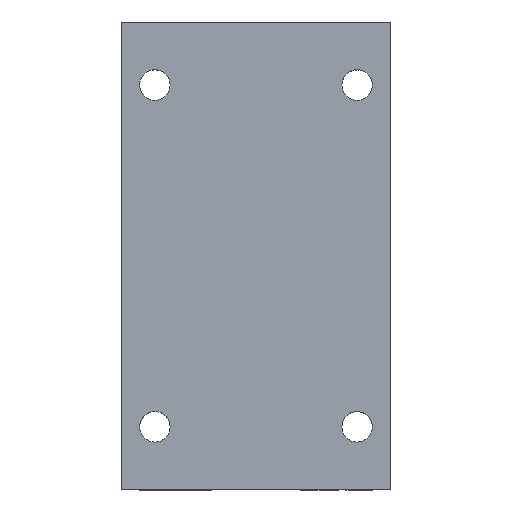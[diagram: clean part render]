
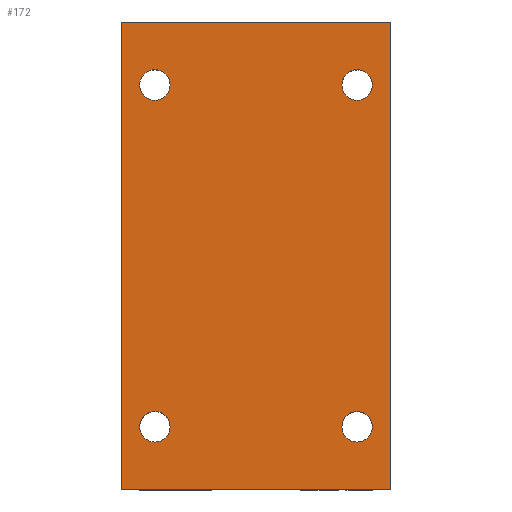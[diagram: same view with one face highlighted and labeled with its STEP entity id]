
A CAD part, top view. The second image highlights one B-rep face of the part: STEP entity #172.
In plain terms, the highlighted planar face has unit normal (0, 0, 1).
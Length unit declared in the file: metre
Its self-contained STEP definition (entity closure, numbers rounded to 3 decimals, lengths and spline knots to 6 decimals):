
#172 = ADVANCED_FACE( '', ( #372, #373, #374, #375, #376 ), #377, .T. );
#372 = FACE_BOUND( '', #590, .T. );
#373 = FACE_BOUND( '', #591, .T. );
#374 = FACE_OUTER_BOUND( '', #592, .T. );
#375 = FACE_BOUND( '', #593, .T. );
#376 = FACE_BOUND( '', #594, .T. );
#377 = PLANE( '', #595 );
#590 = EDGE_LOOP( '', ( #1066 ) );
#591 = EDGE_LOOP( '', ( #1067 ) );
#592 = EDGE_LOOP( '', ( #1068, #1069, #1070, #1071 ) );
#593 = EDGE_LOOP( '', ( #1072 ) );
#594 = EDGE_LOOP( '', ( #1073 ) );
#595 = AXIS2_PLACEMENT_3D( '', #1074, #1075, #1076 );
#1066 = ORIENTED_EDGE( '', *, *, #1431, .T. );
#1067 = ORIENTED_EDGE( '', *, *, #1300, .T. );
#1068 = ORIENTED_EDGE( '', *, *, #1334, .F. );
#1069 = ORIENTED_EDGE( '', *, *, #1408, .F. );
#1070 = ORIENTED_EDGE( '', *, *, #1251, .T. );
#1071 = ORIENTED_EDGE( '', *, *, #1422, .T. );
#1072 = ORIENTED_EDGE( '', *, *, #1432, .T. );
#1073 = ORIENTED_EDGE( '', *, *, #1392, .T. );
#1074 = CARTESIAN_POINT( '', ( -0.03, -0.052, 0.034 ) );
#1075 = DIRECTION( '', ( 0., 0., 1. ) );
#1076 = DIRECTION( '', ( 1., 0., 0. ) );
#1251 = EDGE_CURVE( '', #1493, #1491, #1494, .T. );
#1300 = EDGE_CURVE( '', #1577, #1577, #1578, .T. );
#1334 = EDGE_CURVE( '', #1632, #1634, #1635, .T. );
#1392 = EDGE_CURVE( '', #1715, #1715, #1716, .T. );
#1408 = EDGE_CURVE( '', #1493, #1632, #1738, .T. );
#1422 = EDGE_CURVE( '', #1491, #1634, #1758, .T. );
#1431 = EDGE_CURVE( '', #1770, #1770, #1771, .T. );
#1432 = EDGE_CURVE( '', #1772, #1772, #1773, .T. );
#1491 = VERTEX_POINT( '', #1895 );
#1493 = VERTEX_POINT( '', #1898 );
#1494 = LINE( '', #1899, #1900 );
#1577 = VERTEX_POINT( '', #2055 );
#1578 = CIRCLE( '', #2056, 0.0034 );
#1632 = VERTEX_POINT( '', #2132 );
#1634 = VERTEX_POINT( '', #2135 );
#1635 = LINE( '', #2136, #2137 );
#1715 = VERTEX_POINT( '', #2303 );
#1716 = CIRCLE( '', #2304, 0.0034 );
#1738 = LINE( '', #2335, #2336 );
#1758 = LINE( '', #2364, #2365 );
#1770 = VERTEX_POINT( '', #2379 );
#1771 = CIRCLE( '', #2380, 0.0034 );
#1772 = VERTEX_POINT( '', #2381 );
#1773 = CIRCLE( '', #2382, 0.0034 );
#1895 = CARTESIAN_POINT( '', ( 0.03, -0.052, 0.034 ) );
#1898 = CARTESIAN_POINT( '', ( -0.03, -0.052, 0.034 ) );
#1899 = CARTESIAN_POINT( '', ( -0.03, -0.052, 0.034 ) );
#1900 = VECTOR( '', #2434, 1. );
#2055 = CARTESIAN_POINT( '', ( 0.0259, 0.038, 0.034 ) );
#2056 = AXIS2_PLACEMENT_3D( '', #2483, #2484, #2485 );
#2132 = CARTESIAN_POINT( '', ( -0.03, 0.052, 0.034 ) );
#2135 = CARTESIAN_POINT( '', ( 0.03, 0.052, 0.034 ) );
#2136 = CARTESIAN_POINT( '', ( -0.03, 0.052, 0.034 ) );
#2137 = VECTOR( '', #2524, 1. );
#2303 = CARTESIAN_POINT( '', ( -0.0191, -0.038, 0.034 ) );
#2304 = AXIS2_PLACEMENT_3D( '', #2588, #2589, #2590 );
#2335 = CARTESIAN_POINT( '', ( -0.03, -0.052, 0.034 ) );
#2336 = VECTOR( '', #2606, 1. );
#2364 = CARTESIAN_POINT( '', ( 0.03, -0.052, 0.034 ) );
#2365 = VECTOR( '', #2621, 1. );
#2379 = CARTESIAN_POINT( '', ( -0.0191, 0.038, 0.034 ) );
#2380 = AXIS2_PLACEMENT_3D( '', #2633, #2634, #2635 );
#2381 = CARTESIAN_POINT( '', ( 0.0259, -0.038, 0.034 ) );
#2382 = AXIS2_PLACEMENT_3D( '', #2636, #2637, #2638 );
#2434 = DIRECTION( '', ( 1., 0., 0. ) );
#2483 = CARTESIAN_POINT( '', ( 0.0225, 0.038, 0.034 ) );
#2484 = DIRECTION( '', ( 0., 0., -1. ) );
#2485 = DIRECTION( '', ( 1., 0., 0. ) );
#2524 = DIRECTION( '', ( 1., 0., 0. ) );
#2588 = CARTESIAN_POINT( '', ( -0.0225, -0.038, 0.034 ) );
#2589 = DIRECTION( '', ( 0., 0., -1. ) );
#2590 = DIRECTION( '', ( 1., 0., 0. ) );
#2606 = DIRECTION( '', ( 0., 1., 0. ) );
#2621 = DIRECTION( '', ( 0., 1., 0. ) );
#2633 = CARTESIAN_POINT( '', ( -0.0225, 0.038, 0.034 ) );
#2634 = DIRECTION( '', ( 0., 0., -1. ) );
#2635 = DIRECTION( '', ( 1., 0., 0. ) );
#2636 = CARTESIAN_POINT( '', ( 0.0225, -0.038, 0.034 ) );
#2637 = DIRECTION( '', ( 0., 0., -1. ) );
#2638 = DIRECTION( '', ( 1., 0., 0. ) );
